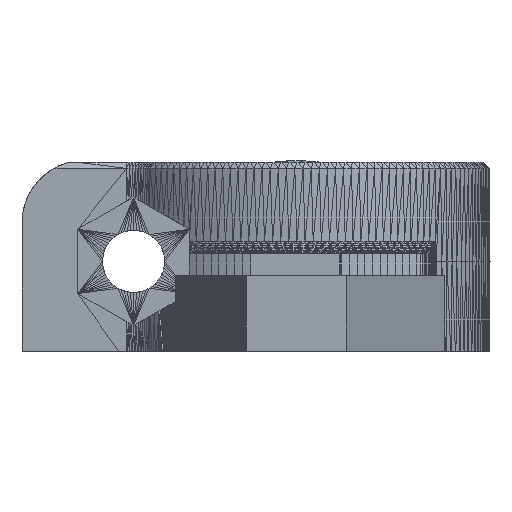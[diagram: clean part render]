
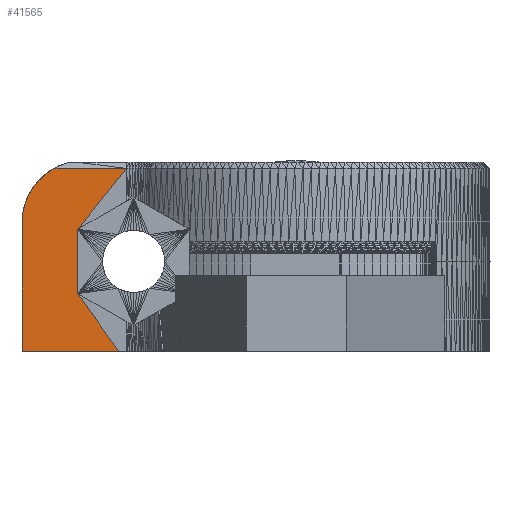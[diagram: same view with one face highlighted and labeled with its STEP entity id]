
A CAD part, left-side view. The second image highlights one B-rep face of the part: STEP entity #41565.
In plain terms, the highlighted planar face has unit normal (-1, 0, 0).
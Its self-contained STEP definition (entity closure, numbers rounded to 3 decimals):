
#94=CIRCLE('',#44403,40.);
#2940=FACE_OUTER_BOUND('',#6012,.T.);
#6012=EDGE_LOOP('',(#34361,#34362,#34363,#34364,#34365,#34366,#34367,#34368,
#34369,#34370,#34371,#34372,#34373,#34374,#34375,#34376,#34377,#34378,#34379,
#34380,#34381,#34382,#34383,#34384,#34385,#34386,#34387,#34388,#34389,#34390,
#34391,#34392,#34393,#34394,#34395,#34396,#34397,#34398,#34399,#34400,#34401));
#6419=LINE('',#56825,#11801);
#6905=LINE('',#57877,#12287);
#7115=LINE('',#58294,#12497);
#10874=LINE('',#65811,#16256);
#11227=LINE('',#66557,#16609);
#11228=LINE('',#66560,#16610);
#11229=LINE('',#66562,#16611);
#11230=LINE('',#66564,#16612);
#11231=LINE('',#66566,#16613);
#11232=LINE('',#66568,#16614);
#11233=LINE('',#66570,#16615);
#11234=LINE('',#66572,#16616);
#11235=LINE('',#66574,#16617);
#11236=LINE('',#66576,#16618);
#11237=LINE('',#66578,#16619);
#11238=LINE('',#66580,#16620);
#11239=LINE('',#66582,#16621);
#11240=LINE('',#66584,#16622);
#11241=LINE('',#66586,#16623);
#11242=LINE('',#66588,#16624);
#11243=LINE('',#66590,#16625);
#11244=LINE('',#66592,#16626);
#11245=LINE('',#66593,#16627);
#11801=VECTOR('',#45089,10.);
#12287=VECTOR('',#45759,10.);
#12497=VECTOR('',#46183,10.);
#16256=VECTOR('',#54770,10.);
#16609=VECTOR('',#55637,10.);
#16610=VECTOR('',#55640,10.);
#16611=VECTOR('',#55641,10.);
#16612=VECTOR('',#55642,10.);
#16613=VECTOR('',#55643,10.);
#16614=VECTOR('',#55644,10.);
#16615=VECTOR('',#55645,10.);
#16616=VECTOR('',#55646,10.);
#16617=VECTOR('',#55647,10.);
#16618=VECTOR('',#55648,10.);
#16619=VECTOR('',#55649,10.);
#16620=VECTOR('',#55650,10.);
#16621=VECTOR('',#55651,10.);
#16622=VECTOR('',#55652,10.);
#16623=VECTOR('',#55653,10.);
#16624=VECTOR('',#55654,10.);
#16625=VECTOR('',#55655,10.);
#16626=VECTOR('',#55656,10.);
#16627=VECTOR('',#55657,10.);
#17171=VERTEX_POINT('',#56822);
#17172=VERTEX_POINT('',#56824);
#17645=VERTEX_POINT('',#57872);
#17646=VERTEX_POINT('',#57876);
#17746=VERTEX_POINT('',#58292);
#19090=VERTEX_POINT('',#65809);
#19092=VERTEX_POINT('',#65815);
#19227=VERTEX_POINT('',#66559);
#19228=VERTEX_POINT('',#66561);
#19229=VERTEX_POINT('',#66563);
#19230=VERTEX_POINT('',#66565);
#19231=VERTEX_POINT('',#66567);
#19232=VERTEX_POINT('',#66569);
#19233=VERTEX_POINT('',#66571);
#19234=VERTEX_POINT('',#66573);
#19235=VERTEX_POINT('',#66575);
#19236=VERTEX_POINT('',#66577);
#19237=VERTEX_POINT('',#66579);
#19238=VERTEX_POINT('',#66581);
#19239=VERTEX_POINT('',#66583);
#19240=VERTEX_POINT('',#66585);
#19241=VERTEX_POINT('',#66587);
#19242=VERTEX_POINT('',#66589);
#19243=VERTEX_POINT('',#66591);
#19597=EDGE_CURVE('',#17172,#17171,#6419,.T.);
#20118=EDGE_CURVE('',#17645,#17646,#6905,.T.);
#20328=EDGE_CURVE('',#17746,#17646,#7115,.T.);
#24088=EDGE_CURVE('',#17746,#19090,#10874,.T.);
#24091=EDGE_CURVE('',#19092,#19090,#94,.T.);
#24453=EDGE_CURVE('',#17171,#17645,#11227,.T.);
#24454=EDGE_CURVE('',#17645,#19227,#11228,.T.);
#24455=EDGE_CURVE('',#17645,#19228,#11229,.T.);
#24456=EDGE_CURVE('',#17645,#19229,#11230,.T.);
#24457=EDGE_CURVE('',#17645,#19230,#11231,.T.);
#24458=EDGE_CURVE('',#17645,#19231,#11232,.T.);
#24459=EDGE_CURVE('',#17645,#19232,#11233,.T.);
#24460=EDGE_CURVE('',#17645,#19233,#11234,.T.);
#24461=EDGE_CURVE('',#17645,#19234,#11235,.T.);
#24462=EDGE_CURVE('',#17645,#19235,#11236,.T.);
#24463=EDGE_CURVE('',#17646,#19236,#11237,.T.);
#24464=EDGE_CURVE('',#17646,#19237,#11238,.T.);
#24465=EDGE_CURVE('',#17646,#19238,#11239,.T.);
#24466=EDGE_CURVE('',#17646,#19239,#11240,.T.);
#24467=EDGE_CURVE('',#17646,#19240,#11241,.T.);
#24468=EDGE_CURVE('',#17646,#19241,#11242,.T.);
#24469=EDGE_CURVE('',#17646,#19242,#11243,.T.);
#24470=EDGE_CURVE('',#17646,#19243,#11244,.T.);
#24471=EDGE_CURVE('',#17172,#19092,#11245,.T.);
#34361=ORIENTED_EDGE('',*,*,#19597,.T.);
#34362=ORIENTED_EDGE('',*,*,#24453,.T.);
#34363=ORIENTED_EDGE('',*,*,#24454,.T.);
#34364=ORIENTED_EDGE('',*,*,#24454,.F.);
#34365=ORIENTED_EDGE('',*,*,#24455,.T.);
#34366=ORIENTED_EDGE('',*,*,#24455,.F.);
#34367=ORIENTED_EDGE('',*,*,#24456,.T.);
#34368=ORIENTED_EDGE('',*,*,#24456,.F.);
#34369=ORIENTED_EDGE('',*,*,#24457,.T.);
#34370=ORIENTED_EDGE('',*,*,#24457,.F.);
#34371=ORIENTED_EDGE('',*,*,#24458,.T.);
#34372=ORIENTED_EDGE('',*,*,#24458,.F.);
#34373=ORIENTED_EDGE('',*,*,#24459,.T.);
#34374=ORIENTED_EDGE('',*,*,#24459,.F.);
#34375=ORIENTED_EDGE('',*,*,#24460,.T.);
#34376=ORIENTED_EDGE('',*,*,#24460,.F.);
#34377=ORIENTED_EDGE('',*,*,#24461,.T.);
#34378=ORIENTED_EDGE('',*,*,#24461,.F.);
#34379=ORIENTED_EDGE('',*,*,#24462,.T.);
#34380=ORIENTED_EDGE('',*,*,#24462,.F.);
#34381=ORIENTED_EDGE('',*,*,#20118,.T.);
#34382=ORIENTED_EDGE('',*,*,#24463,.T.);
#34383=ORIENTED_EDGE('',*,*,#24463,.F.);
#34384=ORIENTED_EDGE('',*,*,#24464,.T.);
#34385=ORIENTED_EDGE('',*,*,#24464,.F.);
#34386=ORIENTED_EDGE('',*,*,#24465,.T.);
#34387=ORIENTED_EDGE('',*,*,#24465,.F.);
#34388=ORIENTED_EDGE('',*,*,#24466,.T.);
#34389=ORIENTED_EDGE('',*,*,#24466,.F.);
#34390=ORIENTED_EDGE('',*,*,#24467,.T.);
#34391=ORIENTED_EDGE('',*,*,#24467,.F.);
#34392=ORIENTED_EDGE('',*,*,#24468,.T.);
#34393=ORIENTED_EDGE('',*,*,#24468,.F.);
#34394=ORIENTED_EDGE('',*,*,#24469,.T.);
#34395=ORIENTED_EDGE('',*,*,#24469,.F.);
#34396=ORIENTED_EDGE('',*,*,#24470,.T.);
#34397=ORIENTED_EDGE('',*,*,#24470,.F.);
#34398=ORIENTED_EDGE('',*,*,#20328,.F.);
#34399=ORIENTED_EDGE('',*,*,#24088,.T.);
#34400=ORIENTED_EDGE('',*,*,#24091,.F.);
#34401=ORIENTED_EDGE('',*,*,#24471,.F.);
#38524=PLANE('',#44658);
#41565=ADVANCED_FACE('',(#2940),#38524,.T.);
#44403=AXIS2_PLACEMENT_3D('',#65817,#54776,#54777);
#44658=AXIS2_PLACEMENT_3D('',#66558,#55638,#55639);
#45089=DIRECTION('',(0.,-1.,0.));
#45759=DIRECTION('',(0.,0.,1.));
#46183=DIRECTION('',(0.,0.626,-0.78));
#54770=DIRECTION('',(0.,1.,0.));
#54776=DIRECTION('center_axis',(1.,0.,0.));
#54777=DIRECTION('ref_axis',(0.,0.707,0.707));
#55637=DIRECTION('',(0.,0.58,0.815));
#55638=DIRECTION('center_axis',(-1.,0.,0.));
#55639=DIRECTION('ref_axis',(0.,0.,1.));
#55640=DIRECTION('',(0.,0.176,-0.984));
#55641=DIRECTION('',(0.,0.252,-0.968));
#55642=DIRECTION('',(0.,0.358,-0.934));
#55643=DIRECTION('',(0.,0.517,-0.856));
#55644=DIRECTION('',(0.,0.751,-0.66));
#55645=DIRECTION('',(0.,0.98,-0.199));
#55646=DIRECTION('',(0.,0.923,0.384));
#55647=DIRECTION('',(0.,0.704,0.71));
#55648=DIRECTION('',(0.,0.529,0.848));
#55649=DIRECTION('',(0.,0.59,-0.807));
#55650=DIRECTION('',(0.,0.79,-0.613));
#55651=DIRECTION('',(0.,0.985,-0.174));
#55652=DIRECTION('',(0.,0.908,0.418));
#55653=DIRECTION('',(0.,0.65,0.76));
#55654=DIRECTION('',(0.,0.446,0.895));
#55655=DIRECTION('',(0.,0.312,0.95));
#55656=DIRECTION('',(0.,0.219,0.976));
#55657=DIRECTION('',(0.,0.,1.));
#56822=CARTESIAN_POINT('',(-75.,114.524,7.));
#56824=CARTESIAN_POINT('',(-75.,176.973,7.));
#56825=CARTESIAN_POINT('',(-75.,82.409,7.));
#57872=CARTESIAN_POINT('',(-75.,141.,44.215));
#57876=CARTESIAN_POINT('',(-75.,141.,85.785));
#57877=CARTESIAN_POINT('',(-75.,141.,44.215));
#58292=CARTESIAN_POINT('',(-75.,109.545,125.));
#58294=CARTESIAN_POINT('',(-75.,109.545,125.));
#65809=CARTESIAN_POINT('',(-75.,156.338,125.));
#65811=CARTESIAN_POINT('',(-75.,146.973,125.));
#65815=CARTESIAN_POINT('',(-75.,176.973,90.));
#65817=CARTESIAN_POINT('Origin',(-75.,136.973,90.));
#66557=CARTESIAN_POINT('',(-75.,109.545,0.));
#66558=CARTESIAN_POINT('Origin',(-75.,149.819,125.));
#66559=CARTESIAN_POINT('',(-75.,146.973,10.834));
#66560=CARTESIAN_POINT('',(-75.,141.,44.215));
#66561=CARTESIAN_POINT('',(-75.,146.973,21.287));
#66562=CARTESIAN_POINT('',(-75.,141.,44.215));
#66563=CARTESIAN_POINT('',(-75.,146.973,28.659));
#66564=CARTESIAN_POINT('',(-75.,141.,44.215));
#66565=CARTESIAN_POINT('',(-75.,146.973,34.317));
#66566=CARTESIAN_POINT('',(-75.,141.,44.215));
#66567=CARTESIAN_POINT('',(-75.,146.973,38.963));
#66568=CARTESIAN_POINT('',(-75.,141.,44.215));
#66569=CARTESIAN_POINT('',(-75.,146.973,43.002));
#66570=CARTESIAN_POINT('',(-75.,141.,44.215));
#66571=CARTESIAN_POINT('',(-75.,146.973,46.697));
#66572=CARTESIAN_POINT('',(-75.,141.,44.215));
#66573=CARTESIAN_POINT('',(-75.,146.973,50.24));
#66574=CARTESIAN_POINT('',(-75.,141.,44.215));
#66575=CARTESIAN_POINT('',(-75.,146.973,53.789));
#66576=CARTESIAN_POINT('',(-75.,141.,44.215));
#66577=CARTESIAN_POINT('',(-75.,146.973,77.618));
#66578=CARTESIAN_POINT('',(-75.,141.,85.785));
#66579=CARTESIAN_POINT('',(-75.,146.973,81.147));
#66580=CARTESIAN_POINT('',(-75.,141.,85.785));
#66581=CARTESIAN_POINT('',(-75.,146.973,84.729));
#66582=CARTESIAN_POINT('',(-75.,141.,85.785));
#66583=CARTESIAN_POINT('',(-75.,146.973,88.534));
#66584=CARTESIAN_POINT('',(-75.,141.,85.785));
#66585=CARTESIAN_POINT('',(-75.,146.973,92.775));
#66586=CARTESIAN_POINT('',(-75.,141.,85.785));
#66587=CARTESIAN_POINT('',(-75.,146.973,97.759));
#66588=CARTESIAN_POINT('',(-75.,141.,85.785));
#66589=CARTESIAN_POINT('',(-75.,146.973,103.983));
#66590=CARTESIAN_POINT('',(-75.,141.,85.785));
#66591=CARTESIAN_POINT('',(-75.,146.973,112.345));
#66592=CARTESIAN_POINT('',(-75.,141.,85.785));
#66593=CARTESIAN_POINT('',(-75.,176.973,31.25));
